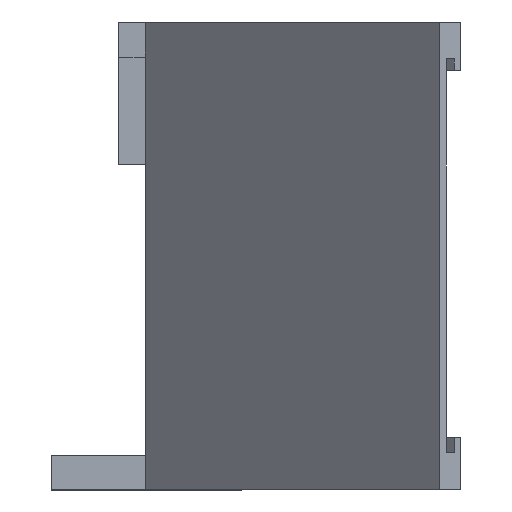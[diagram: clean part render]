
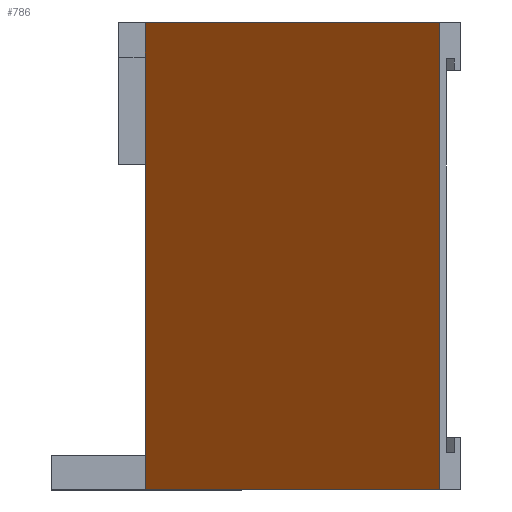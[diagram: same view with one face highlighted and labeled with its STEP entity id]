
A CAD part, top view. The second image highlights one B-rep face of the part: STEP entity #786.
In plain terms, the highlighted planar face has unit normal (-0.707, 0, 0.707).
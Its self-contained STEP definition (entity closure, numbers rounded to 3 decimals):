
#38=FACE_OUTER_BOUND('',#76,.T.);
#76=EDGE_LOOP('',(#647,#648,#649,#650,#651,#652));
#118=LINE('',#1101,#230);
#139=LINE('',#1144,#251);
#146=LINE('',#1155,#258);
#167=LINE('',#1195,#279);
#168=LINE('',#1197,#280);
#173=LINE('',#1207,#285);
#230=VECTOR('',#890,10.);
#251=VECTOR('',#919,10.);
#258=VECTOR('',#928,10.);
#279=VECTOR('',#965,10.);
#280=VECTOR('',#968,10.);
#285=VECTOR('',#975,10.);
#336=VERTEX_POINT('',#1089);
#340=VERTEX_POINT('',#1099);
#344=VERTEX_POINT('',#1112);
#357=VERTEX_POINT('',#1141);
#358=VERTEX_POINT('',#1143);
#361=VERTEX_POINT('',#1153);
#416=EDGE_CURVE('',#336,#340,#118,.T.);
#437=EDGE_CURVE('',#357,#358,#139,.T.);
#444=EDGE_CURVE('',#361,#340,#146,.T.);
#465=EDGE_CURVE('',#344,#336,#167,.T.);
#466=EDGE_CURVE('',#357,#344,#168,.T.);
#471=EDGE_CURVE('',#361,#358,#173,.T.);
#647=ORIENTED_EDGE('',*,*,#466,.T.);
#648=ORIENTED_EDGE('',*,*,#465,.T.);
#649=ORIENTED_EDGE('',*,*,#416,.T.);
#650=ORIENTED_EDGE('',*,*,#444,.F.);
#651=ORIENTED_EDGE('',*,*,#471,.T.);
#652=ORIENTED_EDGE('',*,*,#437,.F.);
#748=PLANE('',#838);
#786=ADVANCED_FACE('',(#38),#748,.T.);
#838=AXIS2_PLACEMENT_3D('',#1223,#991,#992);
#890=DIRECTION('',(0.,-1.,0.));
#919=DIRECTION('',(0.707,0.,0.707));
#928=DIRECTION('',(-0.707,0.,-0.707));
#965=DIRECTION('',(0.,-1.,0.));
#968=DIRECTION('',(0.,-1.,0.));
#975=DIRECTION('',(0.,1.,0.));
#991=DIRECTION('center_axis',(-0.707,0.,0.707));
#992=DIRECTION('ref_axis',(0.707,0.,0.707));
#1089=CARTESIAN_POINT('',(30.286,-38.593,6.175));
#1099=CARTESIAN_POINT('',(30.286,-45.225,6.175));
#1101=CARTESIAN_POINT('',(30.286,-37.27,6.175));
#1112=CARTESIAN_POINT('',(30.286,37.853,6.175));
#1141=CARTESIAN_POINT('',(30.286,44.485,6.175));
#1143=CARTESIAN_POINT('',(86.761,44.485,62.651));
#1144=CARTESIAN_POINT('',(29.439,44.485,5.329));
#1153=CARTESIAN_POINT('',(86.761,-45.225,62.651));
#1155=CARTESIAN_POINT('',(79.69,-45.225,55.58));
#1195=CARTESIAN_POINT('',(30.286,-37.27,6.175));
#1197=CARTESIAN_POINT('',(30.286,-37.27,6.175));
#1207=CARTESIAN_POINT('',(86.761,41.21,62.651));
#1223=CARTESIAN_POINT('Origin',(29.593,-39.37,5.482));
